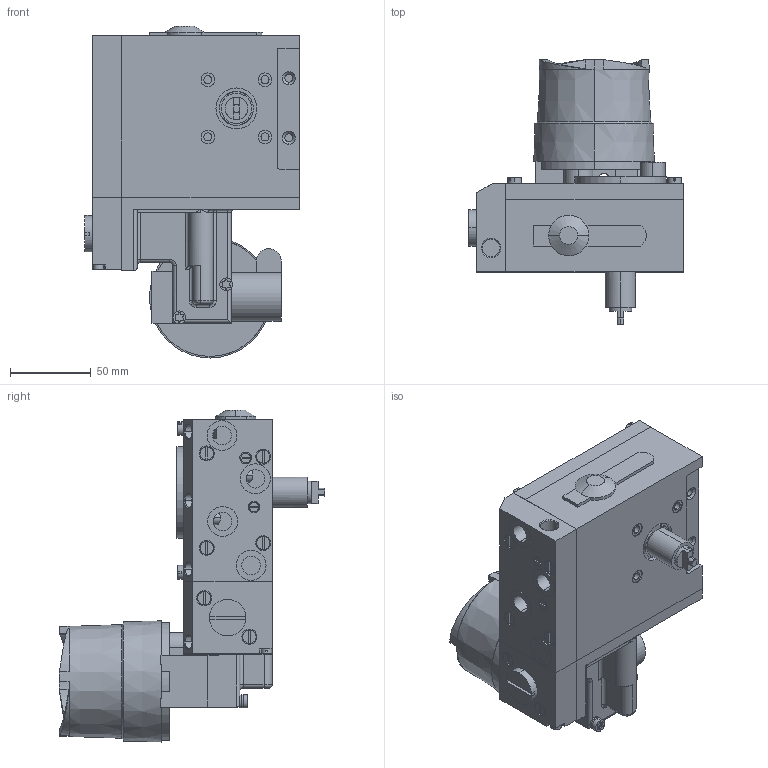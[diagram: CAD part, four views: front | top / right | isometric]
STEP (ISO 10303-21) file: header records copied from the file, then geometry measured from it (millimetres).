
FILE_DESCRIPTION (( 'STEP AP214' ), '1' );
FILE_NAME ('EP5EX utan manometrar_140926.STEP', '2014-09-29T13:50:32', ( '' ), ( '' ), 'SwSTEP 2.0', 'SolidWorks 2014', '' );
FILE_SCHEMA (( 'AUTOMOTIVE_DESIGN' ));
Length unit declared in the file: millimetre
Products named in the file (1): EP5EX utan manometrar_140926
Bounding box: 133 x 164.2 x 205.6 mm (x, y, z)
Volume: 1191426.6 mm3; surface area: 173730.7 mm2
Topology: 20 solids, 20 shells, 616 faces, 1481 edges, 958 vertices
Faces by surface type: plane 337, cylinder 227, cone 24, bspline 14, torus 12, sphere 2
Entity records: 18944 total; most frequent: CARTESIAN_POINT 3970, DIRECTION 3192, ORIENTED_EDGE 2954, EDGE_CURVE 1477, AXIS2_PLACEMENT_3D 1170, VERTEX_POINT 958, LINE 852, VECTOR 852
